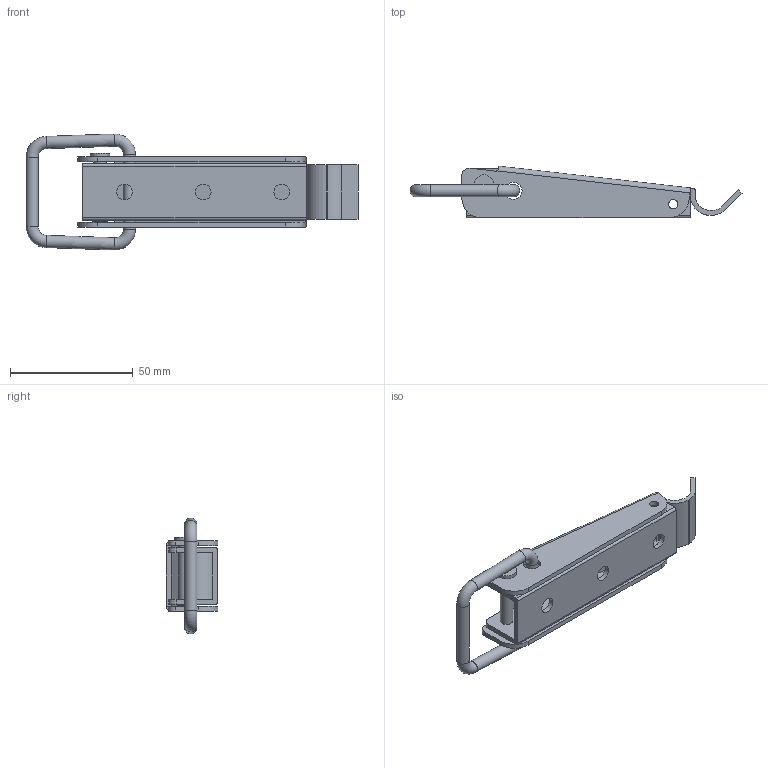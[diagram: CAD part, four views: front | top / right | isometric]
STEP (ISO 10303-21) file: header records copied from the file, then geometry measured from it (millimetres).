
FILE_DESCRIPTION( ( 'STEP AP214' ), '1' );
FILE_NAME( 'K0045.2641352.stp', '2019-05-29T13:21:20', ( '' ), ( '' ), ' ', 'PARTsolutions', ' ' );
FILE_SCHEMA( ( 'AUTOMOTIVE_DESIGN { 1 0 10303 214 1 1 1 1 }' ) );
Length unit declared in the file: millimetre
Products named in the file (4): K0045.2641352_; _K0045_halterStahl2; _K0045_griffEdelstahl4; _K0045_riegelEdelstahl4
Assembly tree (3 placements, depth 2):
  K0045.2641352_
    _K0045_halterStahl2
    _K0045_griffEdelstahl4
    _K0045_riegelEdelstahl4
Bounding box: 135.08 x 21 x 47.19 mm (x, y, z)
Volume: 21259.8 mm3; surface area: 22209 mm2
Topology: 3 solids, 3 shells, 112 faces, 312 edges, 207 vertices
Faces by surface type: plane 55, cylinder 52, torus 4, sphere 1
Full cylindrical faces by diameter (mm): 3.8 x4, 5 x9, 6.4 x3, 7 x2, 8 x1
Entity records: 4463 total; most frequent: CARTESIAN_POINT 641, DIRECTION 611, ORIENTED_EDGE 554, EDGE_CURVE 277, AXIS2_PLACEMENT_3D 223, VERTEX_POINT 197, LINE 165, VECTOR 165
